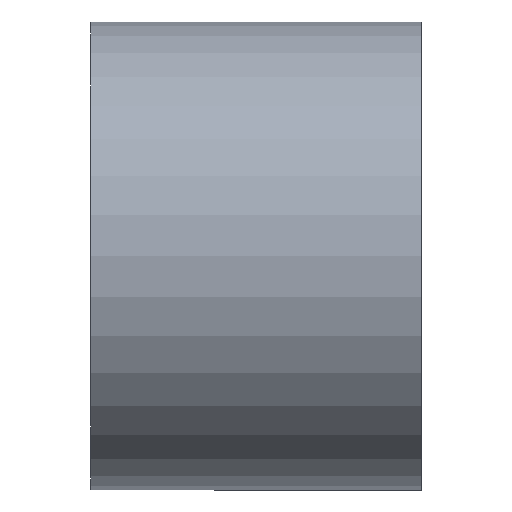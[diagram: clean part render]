
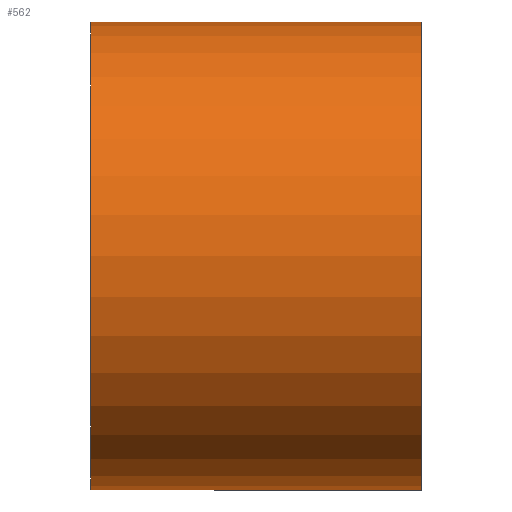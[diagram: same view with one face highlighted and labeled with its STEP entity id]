
A CAD part, left-side view. The second image highlights one B-rep face of the part: STEP entity #562.
In plain terms, the highlighted cylindrical face has radius 4.25 mm (diameter 8.5 mm), a partial arc.
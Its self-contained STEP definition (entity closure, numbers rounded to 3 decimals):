
#70 = CARTESIAN_POINT ( 'NONE',  ( -4., 6., 4.25 ) ) ;
#218 = ORIENTED_EDGE ( 'NONE', *, *, #410, .T. ) ;
#303 = AXIS2_PLACEMENT_3D ( 'NONE', #1641, #616, #1809 ) ;
#311 = CARTESIAN_POINT ( 'NONE',  ( -4., 0., 0. ) ) ;
#351 = VERTEX_POINT ( 'NONE', #631 ) ;
#363 = LINE ( 'NONE', #373, #759 ) ;
#373 = CARTESIAN_POINT ( 'NONE',  ( -4., 6., -4.25 ) ) ;
#410 = EDGE_CURVE ( 'NONE', #1184, #351, #1003, .T. ) ;
#488 = DIRECTION ( 'NONE',  ( 0., 0., 1. ) ) ;
#562 = ADVANCED_FACE ( 'NONE', ( #1688 ), #1181, .T. ) ;
#616 = DIRECTION ( 'NONE',  ( 0., 1., 0. ) ) ;
#631 = CARTESIAN_POINT ( 'NONE',  ( -4., 0., 4.25 ) ) ;
#674 = VERTEX_POINT ( 'NONE', #70 ) ;
#683 = CARTESIAN_POINT ( 'NONE',  ( -4., 6., 4.25 ) ) ;
#689 = CARTESIAN_POINT ( 'NONE',  ( -4., 6., -4.25 ) ) ;
#694 = ORIENTED_EDGE ( 'NONE', *, *, #1559, .F. ) ;
#759 = VECTOR ( 'NONE', #1063, 1000. ) ;
#854 = CIRCLE ( 'NONE', #303, 4.25 ) ;
#1003 = CIRCLE ( 'NONE', #1963, 4.25 ) ;
#1063 = DIRECTION ( 'NONE',  ( 0., -1., 0. ) ) ;
#1181 = CYLINDRICAL_SURFACE ( 'NONE', #1357, 4.25 ) ;
#1184 = VERTEX_POINT ( 'NONE', #2101 ) ;
#1357 = AXIS2_PLACEMENT_3D ( 'NONE', #1689, #1596, #2018 ) ;
#1508 = DIRECTION ( 'NONE',  ( 0., 1., 0. ) ) ;
#1524 = EDGE_LOOP ( 'NONE', ( #694, #1570, #2068, #218 ) ) ;
#1559 = EDGE_CURVE ( 'NONE', #674, #351, #1895, .T. ) ;
#1570 = ORIENTED_EDGE ( 'NONE', *, *, #1888, .F. ) ;
#1577 = VERTEX_POINT ( 'NONE', #689 ) ;
#1596 = DIRECTION ( 'NONE',  ( 0., -1., 0. ) ) ;
#1641 = CARTESIAN_POINT ( 'NONE',  ( -4., 6., 0. ) ) ;
#1669 = EDGE_CURVE ( 'NONE', #1577, #1184, #363, .T. ) ;
#1688 = FACE_OUTER_BOUND ( 'NONE', #1524, .T. ) ;
#1689 = CARTESIAN_POINT ( 'NONE',  ( -4., 6., 0. ) ) ;
#1809 = DIRECTION ( 'NONE',  ( 0., 0., 1. ) ) ;
#1841 = VECTOR ( 'NONE', #2046, 1000. ) ;
#1888 = EDGE_CURVE ( 'NONE', #1577, #674, #854, .T. ) ;
#1895 = LINE ( 'NONE', #683, #1841 ) ;
#1963 = AXIS2_PLACEMENT_3D ( 'NONE', #311, #1508, #488 ) ;
#2018 = DIRECTION ( 'NONE',  ( 0., 0., -1. ) ) ;
#2046 = DIRECTION ( 'NONE',  ( 0., -1., 0. ) ) ;
#2068 = ORIENTED_EDGE ( 'NONE', *, *, #1669, .T. ) ;
#2101 = CARTESIAN_POINT ( 'NONE',  ( -4., 0., -4.25 ) ) ;
